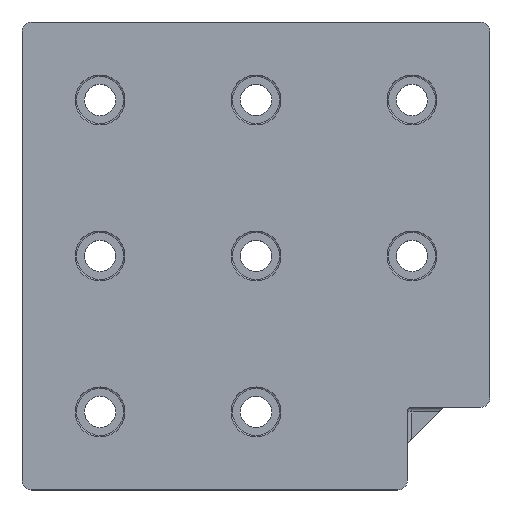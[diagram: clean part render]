
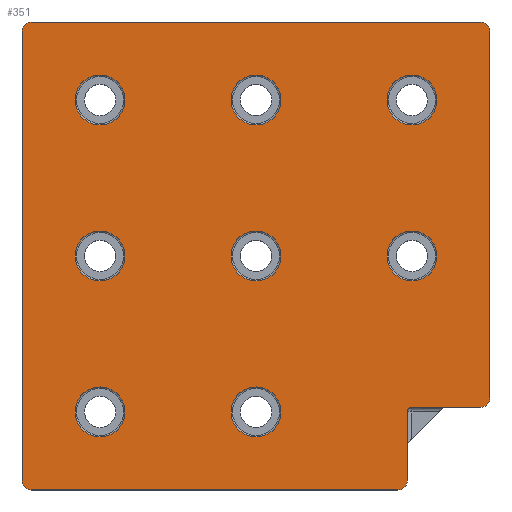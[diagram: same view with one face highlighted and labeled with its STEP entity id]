
A CAD part, top view. The second image highlights one B-rep face of the part: STEP entity #351.
In plain terms, the highlighted planar face has unit normal (0, 0, 1).
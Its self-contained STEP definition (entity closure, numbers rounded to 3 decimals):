
#50=CARTESIAN_POINT('',(48.5,-50.,0.));
#51=VERTEX_POINT('',#50);
#58=CARTESIAN_POINT('',(48.5,-72.,0.));
#59=VERTEX_POINT('',#58);
#60=CARTESIAN_POINT('',(48.5,-72.,0.));
#61=DIRECTION('',(-0.,1.,0.));
#62=VECTOR('',#61,22.);
#63=LINE('',#60,#62);
#64=EDGE_CURVE('',#59,#51,#63,.T.);
#137=CARTESIAN_POINT('',(-72.,-75.,0.));
#138=VERTEX_POINT('',#137);
#139=CARTESIAN_POINT('',(45.5,-75.,0.));
#140=VERTEX_POINT('',#139);
#141=CARTESIAN_POINT('',(-72.,-75.,0.));
#142=DIRECTION('',(1.,0.,-0.));
#143=VECTOR('',#142,117.5);
#144=LINE('',#141,#143);
#145=EDGE_CURVE('',#138,#140,#144,.T.);
#172=CARTESIAN_POINT('',(0.,0.,0.));
#173=DIRECTION('',(0.,0.,1.));
#174=DIRECTION('',(1.,0.,0.));
#175=AXIS2_PLACEMENT_3D('',#172,#173,#174);
#176=PLANE('',#175);
#177=CARTESIAN_POINT('',(-42.,-0.,0.));
#178=VERTEX_POINT('',#177);
#179=CARTESIAN_POINT('',(-50.,-0.,0.));
#180=DIRECTION('',(0.,0.,1.));
#181=DIRECTION('',(1.,0.,-0.));
#182=AXIS2_PLACEMENT_3D('',#179,#180,#181);
#183=CIRCLE('',#182,8.);
#184=EDGE_CURVE('',#178,#178,#183,.T.);
#185=ORIENTED_EDGE('',*,*,#184,.F.);
#186=EDGE_LOOP('',(#185));
#187=FACE_BOUND('',#186,.T.);
#188=CARTESIAN_POINT('',(-42.,-50.,0.));
#189=VERTEX_POINT('',#188);
#190=CARTESIAN_POINT('',(-50.,-50.,0.));
#191=DIRECTION('',(0.,0.,1.));
#192=DIRECTION('',(1.,0.,-0.));
#193=AXIS2_PLACEMENT_3D('',#190,#191,#192);
#194=CIRCLE('',#193,8.);
#195=EDGE_CURVE('',#189,#189,#194,.T.);
#196=ORIENTED_EDGE('',*,*,#195,.F.);
#197=EDGE_LOOP('',(#196));
#198=FACE_BOUND('',#197,.T.);
#199=CARTESIAN_POINT('',(8.,50.,0.));
#200=VERTEX_POINT('',#199);
#201=CARTESIAN_POINT('',(0.,50.,0.));
#202=DIRECTION('',(0.,0.,1.));
#203=DIRECTION('',(1.,0.,-0.));
#204=AXIS2_PLACEMENT_3D('',#201,#202,#203);
#205=CIRCLE('',#204,8.);
#206=EDGE_CURVE('',#200,#200,#205,.T.);
#207=ORIENTED_EDGE('',*,*,#206,.F.);
#208=EDGE_LOOP('',(#207));
#209=FACE_BOUND('',#208,.T.);
#210=CARTESIAN_POINT('',(8.,-0.,0.));
#211=VERTEX_POINT('',#210);
#212=CARTESIAN_POINT('',(0.,-0.,0.));
#213=DIRECTION('',(0.,0.,1.));
#214=DIRECTION('',(1.,0.,-0.));
#215=AXIS2_PLACEMENT_3D('',#212,#213,#214);
#216=CIRCLE('',#215,8.);
#217=EDGE_CURVE('',#211,#211,#216,.T.);
#218=ORIENTED_EDGE('',*,*,#217,.F.);
#219=EDGE_LOOP('',(#218));
#220=FACE_BOUND('',#219,.T.);
#221=CARTESIAN_POINT('',(58.,-0.,0.));
#222=VERTEX_POINT('',#221);
#223=CARTESIAN_POINT('',(50.,-0.,0.));
#224=DIRECTION('',(0.,0.,1.));
#225=DIRECTION('',(1.,0.,-0.));
#226=AXIS2_PLACEMENT_3D('',#223,#224,#225);
#227=CIRCLE('',#226,8.);
#228=EDGE_CURVE('',#222,#222,#227,.T.);
#229=ORIENTED_EDGE('',*,*,#228,.F.);
#230=EDGE_LOOP('',(#229));
#231=FACE_BOUND('',#230,.T.);
#232=CARTESIAN_POINT('',(58.,50.,0.));
#233=VERTEX_POINT('',#232);
#234=CARTESIAN_POINT('',(50.,50.,0.));
#235=DIRECTION('',(0.,0.,1.));
#236=DIRECTION('',(1.,0.,-0.));
#237=AXIS2_PLACEMENT_3D('',#234,#235,#236);
#238=CIRCLE('',#237,8.);
#239=EDGE_CURVE('',#233,#233,#238,.T.);
#240=ORIENTED_EDGE('',*,*,#239,.F.);
#241=EDGE_LOOP('',(#240));
#242=FACE_BOUND('',#241,.T.);
#243=CARTESIAN_POINT('',(8.,-50.,0.));
#244=VERTEX_POINT('',#243);
#245=CARTESIAN_POINT('',(0.,-50.,0.));
#246=DIRECTION('',(0.,0.,1.));
#247=DIRECTION('',(1.,0.,-0.));
#248=AXIS2_PLACEMENT_3D('',#245,#246,#247);
#249=CIRCLE('',#248,8.);
#250=EDGE_CURVE('',#244,#244,#249,.T.);
#251=ORIENTED_EDGE('',*,*,#250,.F.);
#252=EDGE_LOOP('',(#251));
#253=FACE_BOUND('',#252,.T.);
#254=CARTESIAN_POINT('',(-42.,50.,0.));
#255=VERTEX_POINT('',#254);
#256=CARTESIAN_POINT('',(-50.,50.,0.));
#257=DIRECTION('',(0.,0.,1.));
#258=DIRECTION('',(1.,0.,-0.));
#259=AXIS2_PLACEMENT_3D('',#256,#257,#258);
#260=CIRCLE('',#259,8.);
#261=EDGE_CURVE('',#255,#255,#260,.T.);
#262=ORIENTED_EDGE('',*,*,#261,.F.);
#263=EDGE_LOOP('',(#262));
#264=FACE_BOUND('',#263,.T.);
#265=CARTESIAN_POINT('',(75.,-45.5,0.));
#266=VERTEX_POINT('',#265);
#267=CARTESIAN_POINT('',(75.,72.,0.));
#268=VERTEX_POINT('',#267);
#269=CARTESIAN_POINT('',(75.,-45.5,0.));
#270=DIRECTION('',(-0.,1.,0.));
#271=VECTOR('',#270,117.5);
#272=LINE('',#269,#271);
#273=EDGE_CURVE('',#266,#268,#272,.T.);
#274=ORIENTED_EDGE('',*,*,#273,.T.);
#275=CARTESIAN_POINT('',(72.,75.,0.));
#276=VERTEX_POINT('',#275);
#277=CARTESIAN_POINT('',(72.,72.,0.));
#278=DIRECTION('',(0.,0.,1.));
#279=DIRECTION('',(1.,0.,-0.));
#280=AXIS2_PLACEMENT_3D('',#277,#278,#279);
#281=CIRCLE('',#280,3.);
#282=EDGE_CURVE('',#268,#276,#281,.T.);
#283=ORIENTED_EDGE('',*,*,#282,.T.);
#284=CARTESIAN_POINT('',(-72.,75.,0.));
#285=VERTEX_POINT('',#284);
#286=CARTESIAN_POINT('',(72.,75.,0.));
#287=DIRECTION('',(-1.,-0.,0.));
#288=VECTOR('',#287,144.);
#289=LINE('',#286,#288);
#290=EDGE_CURVE('',#276,#285,#289,.T.);
#291=ORIENTED_EDGE('',*,*,#290,.T.);
#292=CARTESIAN_POINT('',(-75.,72.,0.));
#293=VERTEX_POINT('',#292);
#294=CARTESIAN_POINT('',(-72.,72.,0.));
#295=DIRECTION('',(0.,0.,1.));
#296=DIRECTION('',(1.,0.,-0.));
#297=AXIS2_PLACEMENT_3D('',#294,#295,#296);
#298=CIRCLE('',#297,3.);
#299=EDGE_CURVE('',#285,#293,#298,.T.);
#300=ORIENTED_EDGE('',*,*,#299,.T.);
#301=CARTESIAN_POINT('',(-75.,-72.,0.));
#302=VERTEX_POINT('',#301);
#303=CARTESIAN_POINT('',(-75.,72.,0.));
#304=DIRECTION('',(0.,-1.,0.));
#305=VECTOR('',#304,144.);
#306=LINE('',#303,#305);
#307=EDGE_CURVE('',#293,#302,#306,.T.);
#308=ORIENTED_EDGE('',*,*,#307,.T.);
#309=CARTESIAN_POINT('',(-72.,-72.,0.));
#310=DIRECTION('',(0.,0.,1.));
#311=DIRECTION('',(1.,0.,-0.));
#312=AXIS2_PLACEMENT_3D('',#309,#310,#311);
#313=CIRCLE('',#312,3.);
#314=EDGE_CURVE('',#302,#138,#313,.T.);
#315=ORIENTED_EDGE('',*,*,#314,.T.);
#316=ORIENTED_EDGE('',*,*,#145,.T.);
#317=CARTESIAN_POINT('',(45.5,-72.,0.));
#318=DIRECTION('',(0.,0.,1.));
#319=DIRECTION('',(1.,0.,-0.));
#320=AXIS2_PLACEMENT_3D('',#317,#318,#319);
#321=CIRCLE('',#320,3.);
#322=EDGE_CURVE('',#140,#59,#321,.T.);
#323=ORIENTED_EDGE('',*,*,#322,.T.);
#324=ORIENTED_EDGE('',*,*,#64,.T.);
#325=CARTESIAN_POINT('',(50.,-48.5,0.));
#326=VERTEX_POINT('',#325);
#327=CARTESIAN_POINT('',(50.,-50.,0.));
#328=DIRECTION('',(-0.,-0.,-1.));
#329=DIRECTION('',(1.,0.,-0.));
#330=AXIS2_PLACEMENT_3D('',#327,#328,#329);
#331=CIRCLE('',#330,1.5);
#332=EDGE_CURVE('',#51,#326,#331,.T.);
#333=ORIENTED_EDGE('',*,*,#332,.T.);
#334=CARTESIAN_POINT('',(72.,-48.5,0.));
#335=VERTEX_POINT('',#334);
#336=CARTESIAN_POINT('',(50.,-48.5,0.));
#337=DIRECTION('',(1.,0.,0.));
#338=VECTOR('',#337,22.);
#339=LINE('',#336,#338);
#340=EDGE_CURVE('',#326,#335,#339,.T.);
#341=ORIENTED_EDGE('',*,*,#340,.T.);
#342=CARTESIAN_POINT('',(72.,-45.5,0.));
#343=DIRECTION('',(0.,0.,1.));
#344=DIRECTION('',(1.,0.,-0.));
#345=AXIS2_PLACEMENT_3D('',#342,#343,#344);
#346=CIRCLE('',#345,3.);
#347=EDGE_CURVE('',#335,#266,#346,.T.);
#348=ORIENTED_EDGE('',*,*,#347,.T.);
#349=EDGE_LOOP('',(#274,#283,#291,#300,#308,#315,#316,#323,#324,#333,#341,#348));
#350=FACE_BOUND('',#349,.T.);
#351=ADVANCED_FACE('',(#187,#198,#209,#220,#231,#242,#253,#264,#350),#176,.T.);
